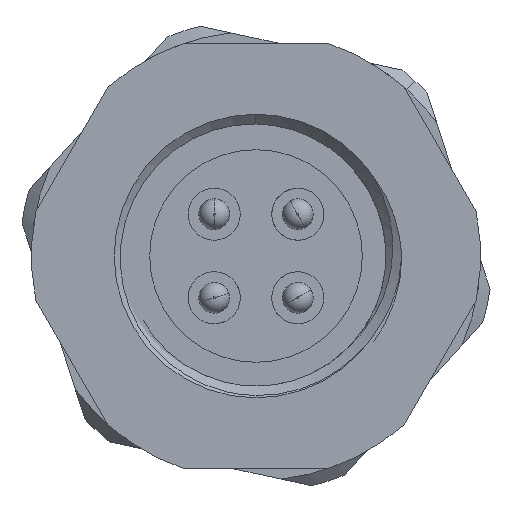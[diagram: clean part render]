
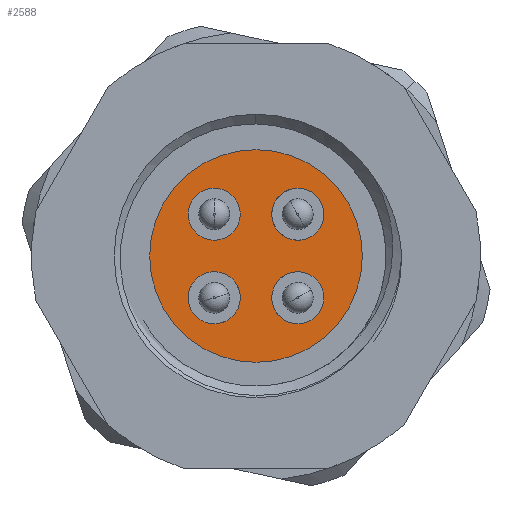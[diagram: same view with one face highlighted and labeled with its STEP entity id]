
A CAD part, left-side view. The second image highlights one B-rep face of the part: STEP entity #2588.
In plain terms, the highlighted face is planar.
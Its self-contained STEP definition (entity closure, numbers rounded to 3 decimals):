
#185 = EDGE_CURVE ( 'NONE', #7259, #7779, #3284, .T. ) ;
#353 = EDGE_LOOP ( 'NONE', ( #6516, #5516 ) ) ;
#372 = CIRCLE ( 'NONE', #8673, 1.1 ) ;
#389 = DIRECTION ( 'NONE',  ( 1., 0., 0. ) ) ;
#407 = AXIS2_PLACEMENT_3D ( 'NONE', #6188, #7898, #8614 ) ;
#455 = CARTESIAN_POINT ( 'NONE',  ( 9.5, 0., -4.5 ) ) ;
#523 = FACE_BOUND ( 'NONE', #11003, .T. ) ;
#524 = DIRECTION ( 'NONE',  ( 0., 0., -1. ) ) ;
#571 = DIRECTION ( 'NONE',  ( 1., 0., 0. ) ) ;
#623 = CARTESIAN_POINT ( 'NONE',  ( 9.5, 1.768, -1.768 ) ) ;
#728 = EDGE_CURVE ( 'NONE', #7779, #7259, #1311, .T. ) ;
#996 = EDGE_LOOP ( 'NONE', ( #4768, #4067 ) ) ;
#1007 = AXIS2_PLACEMENT_3D ( 'NONE', #7622, #6645, #10307 ) ;
#1067 = VERTEX_POINT ( 'NONE', #455 ) ;
#1172 = VERTEX_POINT ( 'NONE', #1607 ) ;
#1261 = CARTESIAN_POINT ( 'NONE',  ( 9.5, 0., 0. ) ) ;
#1307 = EDGE_LOOP ( 'NONE', ( #8960, #2010 ) ) ;
#1311 = CIRCLE ( 'NONE', #7481, 1.1 ) ;
#1423 = CIRCLE ( 'NONE', #3970, 4.5 ) ;
#1607 = CARTESIAN_POINT ( 'NONE',  ( 9.5, 1.768, -0.668 ) ) ;
#1816 = EDGE_CURVE ( 'NONE', #9277, #10495, #10450, .T. ) ;
#1870 = CARTESIAN_POINT ( 'NONE',  ( 9.5, 1.768, 2.868 ) ) ;
#1952 = AXIS2_PLACEMENT_3D ( 'NONE', #2204, #8970, #5579 ) ;
#2010 = ORIENTED_EDGE ( 'NONE', *, *, #10456, .F. ) ;
#2204 = CARTESIAN_POINT ( 'NONE',  ( 9.5, -1.768, -1.768 ) ) ;
#2271 = CARTESIAN_POINT ( 'NONE',  ( 9.5, 1.768, 0.668 ) ) ;
#2549 = CARTESIAN_POINT ( 'NONE',  ( 9.5, -1.768, -0.668 ) ) ;
#2588 = ADVANCED_FACE ( 'NONE', ( #523, #9008, #7373, #6464, #5621 ), #7210, .F. ) ;
#2605 = AXIS2_PLACEMENT_3D ( 'NONE', #5699, #389, #9092 ) ;
#2651 = EDGE_CURVE ( 'NONE', #6004, #8474, #372, .T. ) ;
#2815 = CARTESIAN_POINT ( 'NONE',  ( 9.5, -1.768, 1.768 ) ) ;
#2889 = CARTESIAN_POINT ( 'NONE',  ( 9.5, 4.5, 0. ) ) ;
#3225 = DIRECTION ( 'NONE',  ( 0., 0., -1. ) ) ;
#3284 = CIRCLE ( 'NONE', #407, 1.1 ) ;
#3316 = VERTEX_POINT ( 'NONE', #9259 ) ;
#3647 = ORIENTED_EDGE ( 'NONE', *, *, #2651, .F. ) ;
#3839 = EDGE_CURVE ( 'NONE', #10587, #1067, #1423, .T. ) ;
#3907 = CIRCLE ( 'NONE', #8243, 1.1 ) ;
#3970 = AXIS2_PLACEMENT_3D ( 'NONE', #10610, #10553, #8148 ) ;
#4067 = ORIENTED_EDGE ( 'NONE', *, *, #4188, .F. ) ;
#4188 = EDGE_CURVE ( 'NONE', #1067, #10587, #9690, .T. ) ;
#4277 = AXIS2_PLACEMENT_3D ( 'NONE', #1261, #7172, #7976 ) ;
#4478 = DIRECTION ( 'NONE',  ( 0., 0., -1. ) ) ;
#4768 = ORIENTED_EDGE ( 'NONE', *, *, #3839, .F. ) ;
#4876 = AXIS2_PLACEMENT_3D ( 'NONE', #2889, #6360, #10967 ) ;
#5209 = EDGE_LOOP ( 'NONE', ( #6777, #8668 ) ) ;
#5227 = CARTESIAN_POINT ( 'NONE',  ( 9.5, 0., 4.5 ) ) ;
#5273 = CARTESIAN_POINT ( 'NONE',  ( 9.5, -1.768, 2.868 ) ) ;
#5331 = DIRECTION ( 'NONE',  ( 1., 0., 0. ) ) ;
#5508 = DIRECTION ( 'NONE',  ( 1., 0., 0. ) ) ;
#5516 = ORIENTED_EDGE ( 'NONE', *, *, #9718, .F. ) ;
#5579 = DIRECTION ( 'NONE',  ( 0., 0., -1. ) ) ;
#5621 = FACE_OUTER_BOUND ( 'NONE', #996, .T. ) ;
#5699 = CARTESIAN_POINT ( 'NONE',  ( 9.5, 1.768, -1.768 ) ) ;
#6004 = VERTEX_POINT ( 'NONE', #2271 ) ;
#6069 = CIRCLE ( 'NONE', #1007, 1.1 ) ;
#6188 = CARTESIAN_POINT ( 'NONE',  ( 9.5, -1.768, 1.768 ) ) ;
#6298 = CIRCLE ( 'NONE', #7746, 1.1 ) ;
#6360 = DIRECTION ( 'NONE',  ( -1., 0., 0. ) ) ;
#6464 = FACE_BOUND ( 'NONE', #1307, .T. ) ;
#6516 = ORIENTED_EDGE ( 'NONE', *, *, #1816, .F. ) ;
#6602 = CIRCLE ( 'NONE', #2605, 1.1 ) ;
#6645 = DIRECTION ( 'NONE',  ( 1., 0., 0. ) ) ;
#6777 = ORIENTED_EDGE ( 'NONE', *, *, #185, .F. ) ;
#6887 = CARTESIAN_POINT ( 'NONE',  ( 9.5, -1.768, 0.668 ) ) ;
#7172 = DIRECTION ( 'NONE',  ( -1., 0., 0. ) ) ;
#7210 = PLANE ( 'NONE',  #4876 ) ;
#7259 = VERTEX_POINT ( 'NONE', #6887 ) ;
#7373 = FACE_BOUND ( 'NONE', #353, .T. ) ;
#7481 = AXIS2_PLACEMENT_3D ( 'NONE', #2815, #5331, #4478 ) ;
#7586 = ORIENTED_EDGE ( 'NONE', *, *, #9845, .F. ) ;
#7622 = CARTESIAN_POINT ( 'NONE',  ( 9.5, -1.768, -1.768 ) ) ;
#7746 = AXIS2_PLACEMENT_3D ( 'NONE', #623, #571, #10901 ) ;
#7779 = VERTEX_POINT ( 'NONE', #5273 ) ;
#7898 = DIRECTION ( 'NONE',  ( 1., 0., 0. ) ) ;
#7976 = DIRECTION ( 'NONE',  ( 0., 0., 1. ) ) ;
#8148 = DIRECTION ( 'NONE',  ( 0., 0., 1. ) ) ;
#8243 = AXIS2_PLACEMENT_3D ( 'NONE', #9009, #5508, #524 ) ;
#8474 = VERTEX_POINT ( 'NONE', #1870 ) ;
#8497 = DIRECTION ( 'NONE',  ( 1., 0., 0. ) ) ;
#8548 = CARTESIAN_POINT ( 'NONE',  ( 9.5, 1.768, 1.768 ) ) ;
#8614 = DIRECTION ( 'NONE',  ( 0., 0., -1. ) ) ;
#8668 = ORIENTED_EDGE ( 'NONE', *, *, #728, .F. ) ;
#8673 = AXIS2_PLACEMENT_3D ( 'NONE', #8548, #8497, #3225 ) ;
#8960 = ORIENTED_EDGE ( 'NONE', *, *, #9134, .F. ) ;
#8970 = DIRECTION ( 'NONE',  ( 1., 0., 0. ) ) ;
#9008 = FACE_BOUND ( 'NONE', #5209, .T. ) ;
#9009 = CARTESIAN_POINT ( 'NONE',  ( 9.5, 1.768, 1.768 ) ) ;
#9092 = DIRECTION ( 'NONE',  ( 0., 0., -1. ) ) ;
#9134 = EDGE_CURVE ( 'NONE', #3316, #1172, #6602, .T. ) ;
#9259 = CARTESIAN_POINT ( 'NONE',  ( 9.5, 1.768, -2.868 ) ) ;
#9277 = VERTEX_POINT ( 'NONE', #10718 ) ;
#9690 = CIRCLE ( 'NONE', #4277, 4.5 ) ;
#9718 = EDGE_CURVE ( 'NONE', #10495, #9277, #6069, .T. ) ;
#9845 = EDGE_CURVE ( 'NONE', #8474, #6004, #3907, .T. ) ;
#10307 = DIRECTION ( 'NONE',  ( 0., 0., -1. ) ) ;
#10450 = CIRCLE ( 'NONE', #1952, 1.1 ) ;
#10456 = EDGE_CURVE ( 'NONE', #1172, #3316, #6298, .T. ) ;
#10495 = VERTEX_POINT ( 'NONE', #2549 ) ;
#10553 = DIRECTION ( 'NONE',  ( -1., 0., 0. ) ) ;
#10587 = VERTEX_POINT ( 'NONE', #5227 ) ;
#10610 = CARTESIAN_POINT ( 'NONE',  ( 9.5, 0., 0. ) ) ;
#10718 = CARTESIAN_POINT ( 'NONE',  ( 9.5, -1.768, -2.868 ) ) ;
#10901 = DIRECTION ( 'NONE',  ( 0., 0., -1. ) ) ;
#10967 = DIRECTION ( 'NONE',  ( 0., 0., 1. ) ) ;
#11003 = EDGE_LOOP ( 'NONE', ( #3647, #7586 ) ) ;
